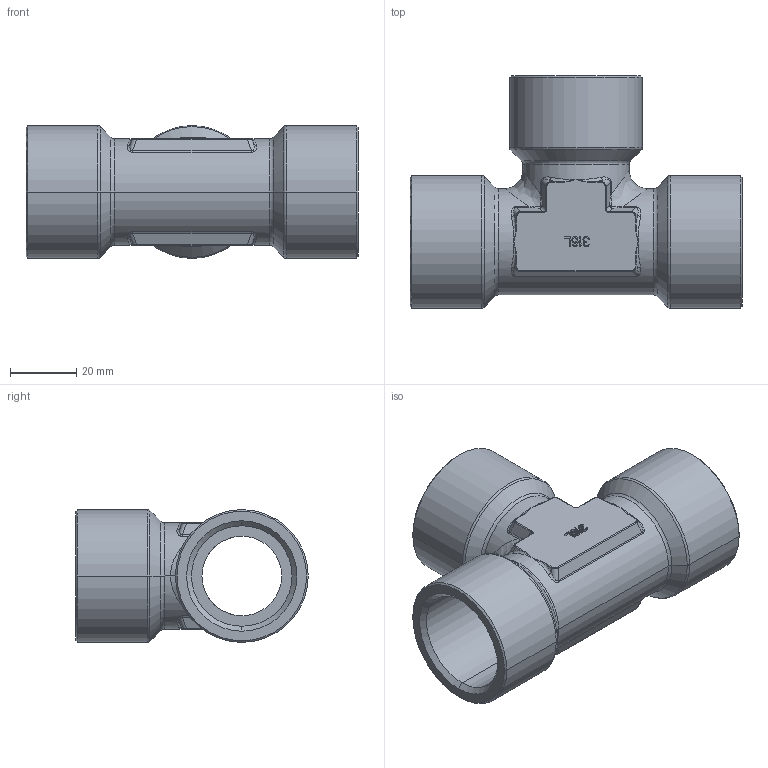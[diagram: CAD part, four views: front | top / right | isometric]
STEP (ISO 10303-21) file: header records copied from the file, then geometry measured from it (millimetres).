
FILE_DESCRIPTION(('STEP AP214'),'1');
FILE_NAME('1845_34_34.stp','2016-07-07T14:25:15',('TraceParts'),('TraceParts S.A.'),'Spatial InterOp 3D',' ',' ');
FILE_SCHEMA(('automotive_design'));
Length unit declared in the file: millimetre
Products named in the file (1): Solide1
Bounding box: 100 x 70 x 40 mm (x, y, z)
Volume: 62322.6 mm3; surface area: 29151.5 mm2
Topology: 1 solids, 1 shells, 366 faces, 914 edges, 560 vertices
Faces by surface type: plane 182, cylinder 68, bspline 68, cone 32, torus 12, sphere 4
Entity records: 18275 total; most frequent: CARTESIAN_POINT 6988, ORIENTED_EDGE 1828, DIRECTION 1600, EDGE_CURVE 914, LINE 582, VECTOR 582, VERTEX_POINT 560, AXIS2_PLACEMENT_3D 509
